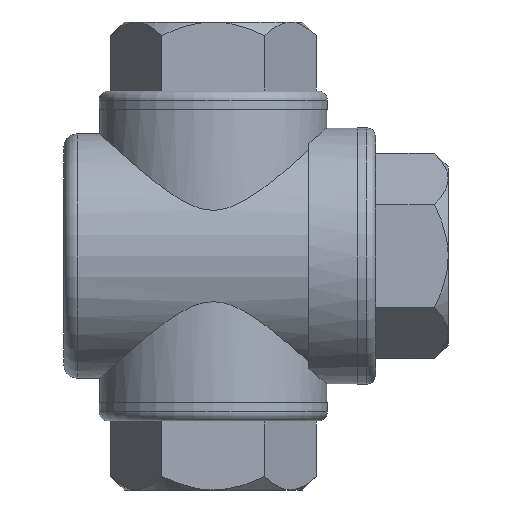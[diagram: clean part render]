
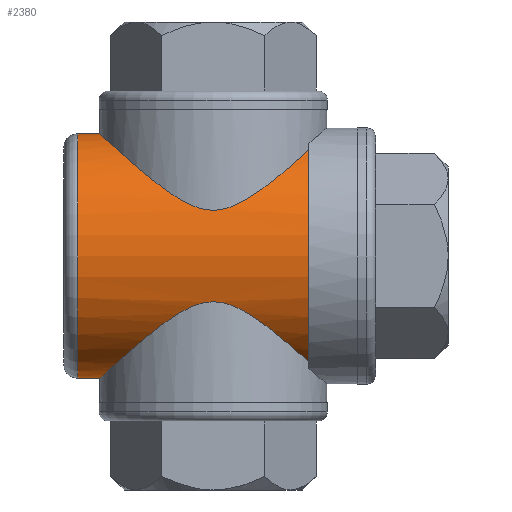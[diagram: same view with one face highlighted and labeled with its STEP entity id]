
A CAD part, front view. The second image highlights one B-rep face of the part: STEP entity #2380.
In plain terms, the highlighted cylindrical face has radius 26.75 mm (diameter 53.5 mm), a full revolution.
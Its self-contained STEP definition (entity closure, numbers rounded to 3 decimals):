
#35=B_SPLINE_CURVE_WITH_KNOTS('',3,(#3750,#3751,#3752,#3753,#3754,#3755,
#3756,#3757,#3758,#3759,#3760,#3761,#3762,#3763,#3764,#3765,#3766,#3767,
#3768,#3769,#3770,#3771,#3772,#3773,#3774,#3775,#3776,#3777,#3778),
 .UNSPECIFIED.,.F.,.F.,(4,1,1,1,1,1,1,1,1,1,1,1,1,1,1,1,1,1,1,1,1,1,1,1,
1,1,4),(0.,0.007,0.013,0.017,0.02,
0.023,0.027,0.03,0.034,
0.037,0.04,0.047,0.05,
0.054,0.057,0.06,0.064,
0.067,0.07,0.074,0.077,
0.08,0.087,0.094,0.097,
0.101,0.107),.UNSPECIFIED.);
#37=B_SPLINE_CURVE_WITH_KNOTS('',3,(#3798,#3799,#3800,#3801,#3802,#3803,
#3804,#3805,#3806),.UNSPECIFIED.,.F.,.F.,(4,1,1,1,1,1,4),(0.006,
0.014,0.017,0.021,0.025,
0.028,0.036),.UNSPECIFIED.);
#38=B_SPLINE_CURVE_WITH_KNOTS('',3,(#3808,#3809,#3810,#3811,#3812,#3813,
#3814,#3815,#3816,#3817,#3818,#3819,#3820,#3821,#3822,#3823,#3824,#3825,
#3826,#3827,#3828,#3829,#3830,#3831,#3832,#3833,#3834,#3835,#3836,#3837),
 .UNSPECIFIED.,.F.,.F.,(4,1,1,1,1,1,1,1,1,1,1,1,1,1,1,1,1,1,1,1,1,1,1,1,
1,1,1,4),(0.034,0.038,0.041,0.048,
0.051,0.055,0.061,0.065,
0.068,0.071,0.075,0.081,
0.088,0.091,0.095,0.098,
0.102,0.105,0.108,0.112,
0.115,0.118,0.122,0.125,
0.128,0.132,0.135,0.142),
 .UNSPECIFIED.);
#128=CYLINDRICAL_SURFACE('',#2590,26.75);
#202=CIRCLE('',#2591,26.75);
#203=CIRCLE('',#2592,26.75);
#427=ORIENTED_EDGE('',*,*,#1083,.T.);
#428=ORIENTED_EDGE('',*,*,#1088,.F.);
#429=ORIENTED_EDGE('',*,*,#1089,.T.);
#430=ORIENTED_EDGE('',*,*,#1090,.F.);
#431=ORIENTED_EDGE('',*,*,#1091,.T.);
#1083=EDGE_CURVE('',#1401,#1400,#35,.T.);
#1088=EDGE_CURVE('',#1405,#1400,#37,.T.);
#1089=EDGE_CURVE('',#1405,#1406,#38,.T.);
#1090=EDGE_CURVE('',#1401,#1406,#202,.T.);
#1091=EDGE_CURVE('',#1407,#1407,#203,.T.);
#1400=VERTEX_POINT('',#3749);
#1401=VERTEX_POINT('',#3779);
#1405=VERTEX_POINT('',#3807);
#1406=VERTEX_POINT('',#3838);
#1407=VERTEX_POINT('',#3841);
#1918=EDGE_LOOP('',(#427,#428,#429,#430));
#1919=EDGE_LOOP('',(#431));
#2119=FACE_BOUND('',#1918,.T.);
#2120=FACE_BOUND('',#1919,.T.);
#2380=ADVANCED_FACE('',(#2119,#2120),#128,.T.);
#2590=AXIS2_PLACEMENT_3D('',#3797,#2994,#2995);
#2591=AXIS2_PLACEMENT_3D('',#3839,#2996,#2997);
#2592=AXIS2_PLACEMENT_3D('',#3840,#2998,#2999);
#2994=DIRECTION('',(1.,0.,0.));
#2995=DIRECTION('',(0.,0.,-1.));
#2996=DIRECTION('',(1.,0.,0.));
#2997=DIRECTION('',(0.,0.,-1.));
#2998=DIRECTION('',(1.,0.,0.));
#2999=DIRECTION('',(0.,0.,-1.));
#3749=CARTESIAN_POINT('',(-6.017,24.059,11.693));
#3750=CARTESIAN_POINT('',(20.9,-13.35,23.18));
#3751=CARTESIAN_POINT('',(19.799,-15.074,22.188));
#3752=CARTESIAN_POINT('',(17.314,-18.057,19.974));
#3753=CARTESIAN_POINT('',(13.55,-20.917,16.804));
#3754=CARTESIAN_POINT('',(10.254,-22.639,14.305));
#3755=CARTESIAN_POINT('',(7.589,-23.671,12.511));
#3756=CARTESIAN_POINT('',(4.655,-24.427,10.937));
#3757=CARTESIAN_POINT('',(1.394,-24.839,9.93));
#3758=CARTESIAN_POINT('',(-2.059,-24.792,10.054));
#3759=CARTESIAN_POINT('',(-5.254,-24.302,11.217));
#3760=CARTESIAN_POINT('',(-8.109,-23.497,12.837));
#3761=CARTESIAN_POINT('',(-11.636,-22.041,15.282));
#3762=CARTESIAN_POINT('',(-14.752,-20.09,17.809));
#3763=CARTESIAN_POINT('',(-17.61,-17.542,20.256));
#3764=CARTESIAN_POINT('',(-19.535,-15.371,21.953));
#3765=CARTESIAN_POINT('',(-21.25,-12.909,23.493));
#3766=CARTESIAN_POINT('',(-22.712,-10.126,24.825));
#3767=CARTESIAN_POINT('',(-23.83,-7.125,25.853));
#3768=CARTESIAN_POINT('',(-24.575,-3.85,26.542));
#3769=CARTESIAN_POINT('',(-24.871,-0.53,26.816));
#3770=CARTESIAN_POINT('',(-24.708,2.898,26.664));
#3771=CARTESIAN_POINT('',(-24.097,6.164,26.099));
#3772=CARTESIAN_POINT('',(-22.729,10.328,24.839));
#3773=CARTESIAN_POINT('',(-20.159,14.848,22.498));
#3774=CARTESIAN_POINT('',(-16.861,18.357,19.591));
#3775=CARTESIAN_POINT('',(-13.851,20.635,17.08));
#3776=CARTESIAN_POINT('',(-10.656,22.527,14.57));
#3777=CARTESIAN_POINT('',(-7.98,23.568,12.703));
#3778=CARTESIAN_POINT('',(-6.017,24.059,11.693));
#3779=CARTESIAN_POINT('',(20.9,-13.35,23.18));
#3797=CARTESIAN_POINT('',(35.5,0.,0.));
#3798=CARTESIAN_POINT('',(-6.017,24.059,-11.693));
#3799=CARTESIAN_POINT('',(-8.136,24.589,-10.602));
#3800=CARTESIAN_POINT('',(-10.835,25.654,-8.103));
#3801=CARTESIAN_POINT('',(-12.799,26.575,-3.682));
#3802=CARTESIAN_POINT('',(-13.323,26.837,-0.02));
#3803=CARTESIAN_POINT('',(-12.807,26.579,3.661));
#3804=CARTESIAN_POINT('',(-10.833,25.653,8.112));
#3805=CARTESIAN_POINT('',(-8.135,24.589,10.603));
#3806=CARTESIAN_POINT('',(-6.017,24.059,11.693));
#3807=CARTESIAN_POINT('',(-6.017,24.059,-11.693));
#3808=CARTESIAN_POINT('',(-6.017,24.059,-11.693));
#3809=CARTESIAN_POINT('',(-6.994,23.815,-12.196));
#3810=CARTESIAN_POINT('',(-8.868,23.22,-13.336));
#3811=CARTESIAN_POINT('',(-12.301,21.674,-15.803));
#3812=CARTESIAN_POINT('',(-15.378,19.618,-18.333));
#3813=CARTESIAN_POINT('',(-18.167,16.965,-20.742));
#3814=CARTESIAN_POINT('',(-20.654,13.974,-22.948));
#3815=CARTESIAN_POINT('',(-22.716,10.349,-24.827));
#3816=CARTESIAN_POINT('',(-24.081,6.23,-26.084));
#3817=CARTESIAN_POINT('',(-24.702,2.934,-26.659));
#3818=CARTESIAN_POINT('',(-24.873,-0.424,-26.818));
#3819=CARTESIAN_POINT('',(-24.484,-4.955,-26.457));
#3820=CARTESIAN_POINT('',(-22.889,-10.237,-24.982));
#3821=CARTESIAN_POINT('',(-20.186,-14.638,-22.527));
#3822=CARTESIAN_POINT('',(-17.625,-17.526,-20.269));
#3823=CARTESIAN_POINT('',(-15.487,-19.439,-18.436));
#3824=CARTESIAN_POINT('',(-13.194,-21.06,-16.551));
#3825=CARTESIAN_POINT('',(-10.751,-22.408,-14.667));
#3826=CARTESIAN_POINT('',(-8.101,-23.5,-12.831));
#3827=CARTESIAN_POINT('',(-5.225,-24.308,-11.203));
#3828=CARTESIAN_POINT('',(-2.047,-24.792,-10.052));
#3829=CARTESIAN_POINT('',(1.405,-24.838,-9.932));
#3830=CARTESIAN_POINT('',(4.655,-24.427,-10.937));
#3831=CARTESIAN_POINT('',(7.583,-23.672,-12.507));
#3832=CARTESIAN_POINT('',(10.238,-22.646,-14.293));
#3833=CARTESIAN_POINT('',(12.724,-21.348,-16.177));
#3834=CARTESIAN_POINT('',(15.052,-19.776,-18.072));
#3835=CARTESIAN_POINT('',(17.903,-17.342,-20.499));
#3836=CARTESIAN_POINT('',(19.803,-15.068,-22.191));
#3837=CARTESIAN_POINT('',(20.9,-13.35,-23.18));
#3838=CARTESIAN_POINT('',(20.9,-13.35,-23.18));
#3839=CARTESIAN_POINT('',(20.9,0.,0.));
#3840=CARTESIAN_POINT('',(-29.7,0.,0.));
#3841=CARTESIAN_POINT('',(-29.7,0.,-26.75));
